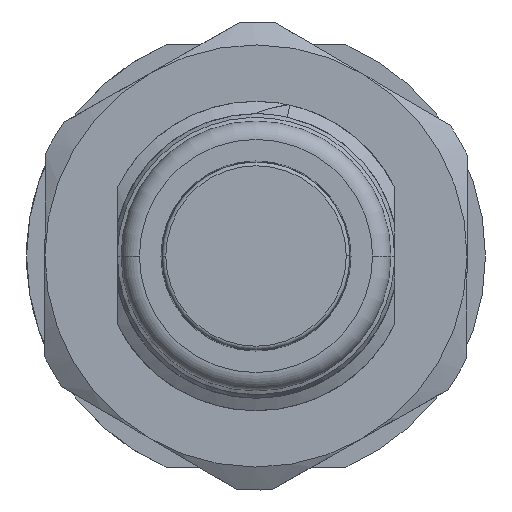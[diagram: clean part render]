
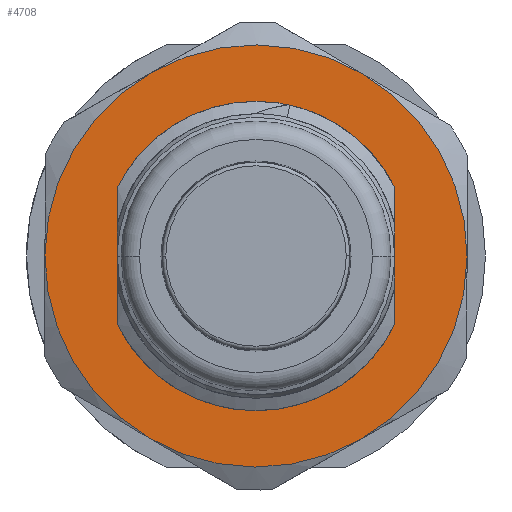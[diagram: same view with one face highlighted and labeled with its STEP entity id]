
A CAD part, left-side view. The second image highlights one B-rep face of the part: STEP entity #4708.
In plain terms, the highlighted planar face has unit normal (-1, 0, 0).
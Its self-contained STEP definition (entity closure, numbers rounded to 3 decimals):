
#166=DIRECTION('',(0.,0.,1.));
#167=VECTOR('',#166,4.614);
#168=CARTESIAN_POINT('',(-5.5,7.55,-2.587));
#169=LINE('',#168,#167);
#236=DIRECTION('',(0.,0.,1.));
#237=VECTOR('',#236,7.049);
#238=CARTESIAN_POINT('',(-5.5,-7.55,-3.739));
#239=LINE('',#238,#237);
#419=CARTESIAN_POINT('',(-5.5,4.583,6.25));
#420=CARTESIAN_POINT('',(-5.5,4.283,6.487));
#421=CARTESIAN_POINT('',(-5.5,3.66,6.909));
#422=CARTESIAN_POINT('',(-5.5,2.652,7.394));
#423=CARTESIAN_POINT('',(-5.5,1.6,7.728));
#424=CARTESIAN_POINT('',(-5.5,0.519,7.914));
#425=CARTESIAN_POINT('',(-5.5,-0.572,7.95));
#426=CARTESIAN_POINT('',(-5.5,-1.619,7.837));
#427=CARTESIAN_POINT('',(-5.5,-2.534,7.617));
#428=CARTESIAN_POINT('',(-5.5,-3.292,7.347));
#429=CARTESIAN_POINT('',(-5.5,-3.929,7.052));
#430=CARTESIAN_POINT('',(-5.5,-4.47,6.747));
#431=CARTESIAN_POINT('',(-5.5,-4.943,6.433));
#432=CARTESIAN_POINT('',(-5.5,-5.357,6.114));
#433=CARTESIAN_POINT('',(-5.5,-5.716,5.8));
#434=CARTESIAN_POINT('',(-5.5,-6.027,5.497));
#435=CARTESIAN_POINT('',(-5.5,-6.295,5.206));
#436=CARTESIAN_POINT('',(-5.5,-6.527,4.931));
#437=CARTESIAN_POINT('',(-5.5,-6.727,4.672));
#438=CARTESIAN_POINT('',(-5.5,-6.9,4.431));
#439=CARTESIAN_POINT('',(-5.5,-7.05,4.205));
#440=CARTESIAN_POINT('',(-5.5,-7.18,3.997));
#441=CARTESIAN_POINT('',(-5.5,-7.292,3.804));
#442=CARTESIAN_POINT('',(-5.5,-7.39,3.626));
#443=CARTESIAN_POINT('',(-5.5,-7.476,3.462));
#444=CARTESIAN_POINT('',(-5.5,-7.526,3.359));
#445=CARTESIAN_POINT('',(-5.5,-7.55,3.31));
#460=CARTESIAN_POINT('',(-5.5,0.,0.));
#461=DIRECTION('',(-1.,0.,0.));
#462=DIRECTION('',(0.,1.,0.006));
#463=AXIS2_PLACEMENT_3D('',#460,#461,#462);
#465=CARTESIAN_POINT('',(-5.5,0.,0.));
#466=DIRECTION('',(-1.,0.,0.));
#467=DIRECTION('',(0.,0.495,0.869));
#468=AXIS2_PLACEMENT_3D('',#465,#466,#467);
#470=CARTESIAN_POINT('',(-5.5,0.,0.));
#471=DIRECTION('',(-1.,0.,0.));
#472=DIRECTION('',(0.,-0.505,0.863));
#473=AXIS2_PLACEMENT_3D('',#470,#471,#472);
#475=CARTESIAN_POINT('',(-5.5,0.,0.));
#476=DIRECTION('',(-1.,0.,0.));
#477=DIRECTION('',(0.,-1.,-0.006));
#478=AXIS2_PLACEMENT_3D('',#475,#476,#477);
#480=CARTESIAN_POINT('',(-5.5,0.,0.));
#481=DIRECTION('',(-1.,0.,0.));
#482=DIRECTION('',(0.,-0.495,-0.869));
#483=AXIS2_PLACEMENT_3D('',#480,#481,#482);
#485=CARTESIAN_POINT('',(-5.5,0.,0.));
#486=DIRECTION('',(-1.,0.,0.));
#487=DIRECTION('',(0.,0.505,-0.863));
#488=AXIS2_PLACEMENT_3D('',#485,#486,#487);
#490=CARTESIAN_POINT('',(-5.5,-3.098,-7.835));
#491=CARTESIAN_POINT('',(-5.5,-2.736,-7.964));
#492=CARTESIAN_POINT('',(-5.5,-2.004,-8.172));
#493=CARTESIAN_POINT('',(-5.5,-0.868,-8.334));
#494=CARTESIAN_POINT('',(-5.5,0.265,-8.335));
#495=CARTESIAN_POINT('',(-5.5,1.372,-8.186));
#496=CARTESIAN_POINT('',(-5.5,2.467,-7.888));
#497=CARTESIAN_POINT('',(-5.5,3.546,-7.427));
#498=CARTESIAN_POINT('',(-5.5,4.566,-6.798));
#499=CARTESIAN_POINT('',(-5.5,5.432,-6.068));
#500=CARTESIAN_POINT('',(-5.5,6.127,-5.304));
#501=CARTESIAN_POINT('',(-5.5,6.658,-4.56));
#502=CARTESIAN_POINT('',(-5.5,7.056,-3.856));
#503=CARTESIAN_POINT('',(-5.5,7.348,-3.198));
#504=CARTESIAN_POINT('',(-5.5,7.49,-2.785));
#505=CARTESIAN_POINT('',(-5.5,7.55,-2.587));
#683=CARTESIAN_POINT('',(-5.5,0.,0.));
#684=DIRECTION('',(-1.,0.,0.));
#685=DIRECTION('',(0.,-0.368,-0.93));
#686=AXIS2_PLACEMENT_3D('',#683,#684,#685);
#702=CARTESIAN_POINT('',(-5.5,0.,0.));
#703=DIRECTION('',(1.,0.,0.));
#704=DIRECTION('',(0.,0.876,0.483));
#705=AXIS2_PLACEMENT_3D('',#702,#703,#704);
#726=CARTESIAN_POINT('',(-5.5,7.55,2.028));
#727=CARTESIAN_POINT('',(-5.5,7.536,2.073));
#728=CARTESIAN_POINT('',(-5.5,7.506,2.168));
#729=CARTESIAN_POINT('',(-5.5,7.454,2.321));
#730=CARTESIAN_POINT('',(-5.5,7.394,2.485));
#731=CARTESIAN_POINT('',(-5.5,7.325,2.662));
#732=CARTESIAN_POINT('',(-5.5,7.246,2.85));
#733=CARTESIAN_POINT('',(-5.5,7.156,3.05));
#734=CARTESIAN_POINT('',(-5.5,7.052,3.263));
#735=CARTESIAN_POINT('',(-5.5,6.932,3.492));
#736=CARTESIAN_POINT('',(-5.5,6.838,3.655));
#737=CARTESIAN_POINT('',(-5.5,6.788,3.739));
#791=CARTESIAN_POINT('',(-5.5,5.812,-9.923));
#873=CARTESIAN_POINT('',(-5.5,5.688,9.995));
#930=CARTESIAN_POINT('',(-5.5,-5.812,9.923));
#948=CARTESIAN_POINT('',(-5.5,-11.5,
-0.072));
#958=CARTESIAN_POINT('',(-5.5,11.5,0.072));
#982=CARTESIAN_POINT('',(-5.5,-5.688,
-9.995));
#3656=VERTEX_POINT('',#873);
#3657=VERTEX_POINT('',#930);
#3658=VERTEX_POINT('',#948);
#3659=VERTEX_POINT('',#982);
#3660=VERTEX_POINT('',#791);
#3661=VERTEX_POINT('',#958);
#4093=CARTESIAN_POINT('',(-5.5,7.55,-2.587));
#4094=CARTESIAN_POINT('',(-5.5,7.55,2.028));
#4095=VERTEX_POINT('',#4093);
#4096=VERTEX_POINT('',#4094);
#4097=CARTESIAN_POINT('',(-5.5,-3.098,-7.835));
#4098=CARTESIAN_POINT('',(-5.5,-7.55,-3.739));
#4099=VERTEX_POINT('',#4097);
#4100=VERTEX_POINT('',#4098);
#4101=CARTESIAN_POINT('',(-5.5,-7.55,3.31));
#4102=VERTEX_POINT('',#4101);
#4103=VERTEX_POINT('',#419);
#4104=CARTESIAN_POINT('',(-5.5,6.788,3.739));
#4105=VERTEX_POINT('',#4104);
#4676=CARTESIAN_POINT('',(-5.5,0.,0.));
#4677=DIRECTION('',(-1.,0.,0.));
#4678=DIRECTION('',(0.,-1.,-0.006));
#4679=AXIS2_PLACEMENT_3D('',#4676,#4677,#4678);
#4680=PLANE('',#4679);
#4682=ORIENTED_EDGE('',*,*,#4681,.F.);
#4684=ORIENTED_EDGE('',*,*,#4683,.F.);
#4686=ORIENTED_EDGE('',*,*,#4685,.F.);
#4688=ORIENTED_EDGE('',*,*,#4687,.F.);
#4690=ORIENTED_EDGE('',*,*,#4689,.F.);
#4692=ORIENTED_EDGE('',*,*,#4691,.F.);
#4693=EDGE_LOOP('',(#4682,#4684,#4686,#4688,#4690,#4692));
#4694=FACE_OUTER_BOUND('',#4693,.F.);
#4695=ORIENTED_EDGE('',*,*,#4313,.F.);
#4697=ORIENTED_EDGE('',*,*,#4696,.F.);
#4699=ORIENTED_EDGE('',*,*,#4698,.T.);
#4700=ORIENTED_EDGE('',*,*,#4394,.T.);
#4701=ORIENTED_EDGE('',*,*,#4665,.F.);
#4703=ORIENTED_EDGE('',*,*,#4702,.F.);
#4705=ORIENTED_EDGE('',*,*,#4704,.F.);
#4706=EDGE_LOOP('',(#4695,#4697,#4699,#4700,#4701,#4703,#4705));
#4707=FACE_BOUND('',#4706,.F.);
#446=B_SPLINE_CURVE_WITH_KNOTS('',3,(#419,#420,#421,#422,#423,#424,#425,#426,
#427,#428,#429,#430,#431,#432,#433,#434,#435,#436,#437,#438,#439,#440,#441,#442,
#443,#444,#445),.UNSPECIFIED.,.F.,.F.,(4,1,1,1,1,1,1,1,1,1,1,1,1,1,1,1,1,1,1,1,
1,1,1,1,4),(0.,0.042,0.083,0.125,0.167,
0.208,0.25,0.292,0.333,0.375,
0.417,0.458,0.5,0.542,0.583,
0.625,0.667,0.708,0.75,0.792,
0.833,0.875,0.917,0.958,1.),
.UNSPECIFIED.);
#464=CIRCLE('',#463,11.5);
#469=CIRCLE('',#468,11.5);
#474=CIRCLE('',#473,11.5);
#479=CIRCLE('',#478,11.5);
#484=CIRCLE('',#483,11.5);
#489=CIRCLE('',#488,11.5);
#506=B_SPLINE_CURVE_WITH_KNOTS('',3,(#490,#491,#492,#493,#494,#495,#496,#497,
#498,#499,#500,#501,#502,#503,#504,#505),.UNSPECIFIED.,.F.,.F.,(4,1,1,1,1,1,1,1,
1,1,1,1,1,4),(0.,0.077,0.154,0.231,
0.308,0.385,0.462,0.538,
0.615,0.692,0.769,0.846,
0.923,1.),.UNSPECIFIED.);
#687=CIRCLE('',#686,8.425);
#706=CIRCLE('',#705,7.75);
#738=B_SPLINE_CURVE_WITH_KNOTS('',3,(#726,#727,#728,#729,#730,#731,#732,#733,
#734,#735,#736,#737),.UNSPECIFIED.,.F.,.F.,(4,1,1,1,1,1,1,1,1,4),(0.,
0.111,0.222,0.333,0.444,
0.556,0.667,0.778,0.889,1.),
.UNSPECIFIED.);
#4313=EDGE_CURVE('',#4095,#4096,#169,.T.);
#4394=EDGE_CURVE('',#4100,#4102,#239,.T.);
#4665=EDGE_CURVE('',#4103,#4102,#446,.T.);
#4681=EDGE_CURVE('',#3661,#3660,#464,.T.);
#4683=EDGE_CURVE('',#3656,#3661,#469,.T.);
#4685=EDGE_CURVE('',#3657,#3656,#474,.T.);
#4687=EDGE_CURVE('',#3658,#3657,#479,.T.);
#4689=EDGE_CURVE('',#3659,#3658,#484,.T.);
#4691=EDGE_CURVE('',#3660,#3659,#489,.T.);
#4696=EDGE_CURVE('',#4099,#4095,#506,.T.);
#4698=EDGE_CURVE('',#4099,#4100,#687,.T.);
#4702=EDGE_CURVE('',#4105,#4103,#706,.T.);
#4704=EDGE_CURVE('',#4096,#4105,#738,.T.);
#4708=ADVANCED_FACE('',(#4694,#4707),#4680,.T.);
